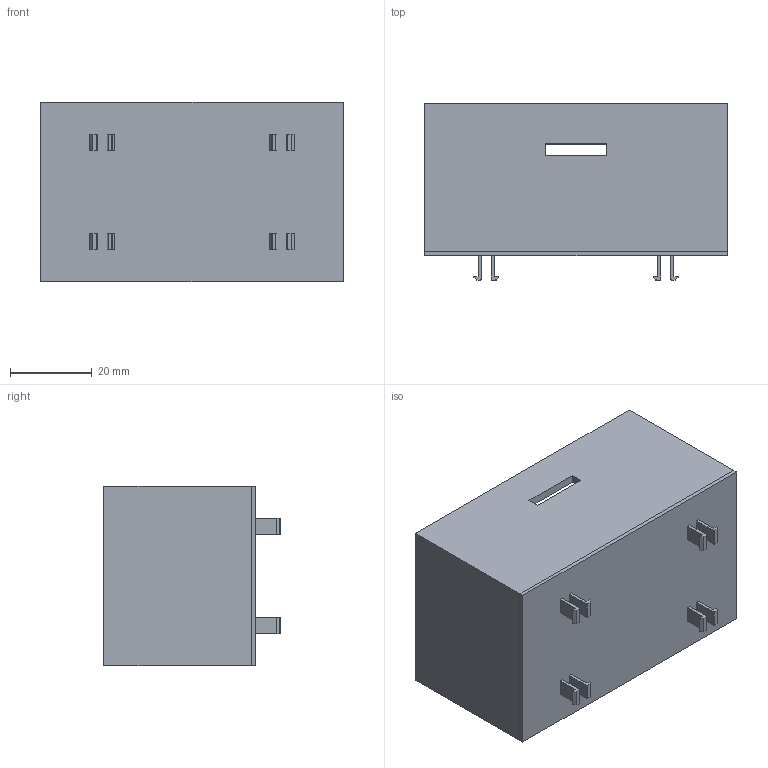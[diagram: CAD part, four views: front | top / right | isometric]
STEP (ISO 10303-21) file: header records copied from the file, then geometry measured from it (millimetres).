
FILE_DESCRIPTION(/* description */ (''),/* implementation_level */ '2;1');
FILE_NAME(/* name */ 'Control board - base v9.step',/* time_stamp */ '2025-12-06T15:32:08+01:00',/* author */ (''),/* organization */ (''),/* preprocessor_version */ 'ST-DEVELOPER v20.1',/* originating_system */ 'Autodesk Translation Framework v14.21.0.0',/* authorisation */ '');
FILE_SCHEMA (('AUTOMOTIVE_DESIGN { 1 0 10303 214 3 1 1 }'));
Length unit declared in the file: millimetre
Products named in the file (1): Control board - base
Bounding box: 74 x 43.2 x 44 mm (x, y, z)
Volume: 21277.8 mm3; surface area: 31190.5 mm2
Topology: 2 solids, 2 shells, 123 faces, 324 edges, 216 vertices
Faces by surface type: plane 107, cylinder 16
Entity records: 3798 total; most frequent: CARTESIAN_POINT 664, ORIENTED_EDGE 648, DIRECTION 604, EDGE_CURVE 324, LINE 292, VECTOR 292, VERTEX_POINT 216, AXIS2_PLACEMENT_3D 156
